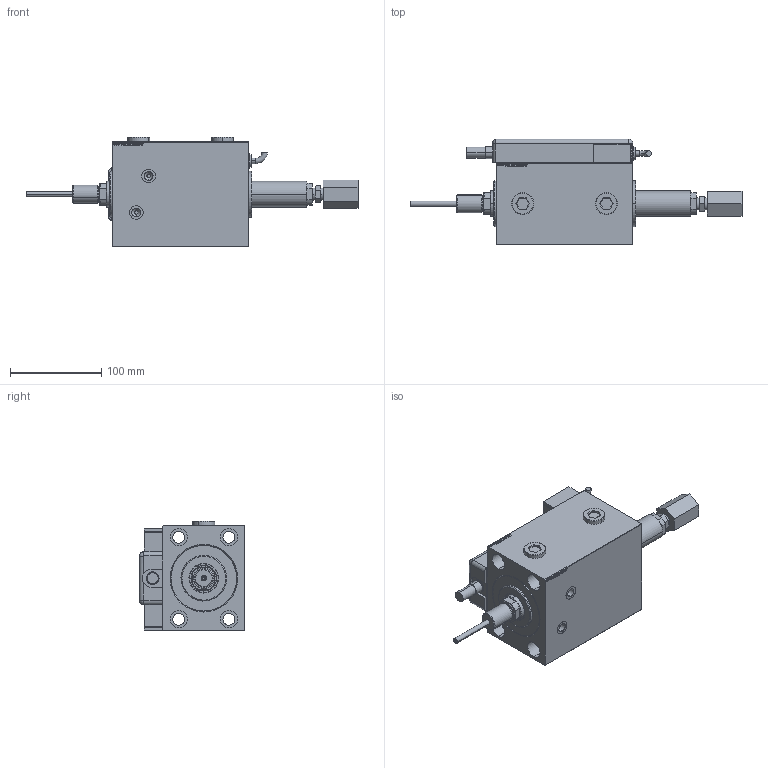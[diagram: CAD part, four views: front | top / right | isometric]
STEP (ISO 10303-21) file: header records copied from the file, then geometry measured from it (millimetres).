
FILE_DESCRIPTION (( 'STEP AP203' ), '1' );
FILE_NAME ('ae21.STEP', '2022-09-02T09:24:00', ( '' ), ( '' ), 'SwSTEP 2.0', 'SolidWorks 2019', '' );
FILE_SCHEMA (( 'CONFIG_CONTROL_DESIGN' ));
Length unit declared in the file: millimetre
Products named in the file (12): ae21; KRYT bd44d2c23a093abf73df43857725ecf9; V450DCP_B_VCP bd44d2c23a093abf73df43857725ecf9; V450DCP_VC_B bd44d2c23a093abf73df43857725ecf9; TYC bd44d2c23a093abf73df43857725ecf9; V450CP_MALE_METRIC bd44d2c23a093abf73df43857725ecf9; SWITCH_Q_FRONT_BACK bd44d2c23a093abf73df43857725ecf9; MAGNETIC SWITCH Q bd44d2c23a093abf73df43857725ecf9; V450DCP_B_RodCooling_ACCESSORIES bd44d2c23a093abf73df43857725ecf9; SWITCH Q bd44d2c23a093abf73df43857725ecf9; V450DCP_C_Body bd44d2c23a093abf73df43857725ecf9; PLUG bd44d2c23a093abf73df43857725ecf9
Assembly tree (13 placements, depth 3):
  ae21
    V450DCP_C_Body bd44d2c23a093abf73df43857725ecf9
    V450DCP_B_RodCooling_ACCESSORIES bd44d2c23a093abf73df43857725ecf9
    MAGNETIC SWITCH Q bd44d2c23a093abf73df43857725ecf9
      SWITCH_Q_FRONT_BACK bd44d2c23a093abf73df43857725ecf9
      TYC bd44d2c23a093abf73df43857725ecf9
      KRYT bd44d2c23a093abf73df43857725ecf9
      SWITCH Q bd44d2c23a093abf73df43857725ecf9  x2
    V450CP_MALE_METRIC bd44d2c23a093abf73df43857725ecf9
    V450DCP_B_VCP bd44d2c23a093abf73df43857725ecf9
    V450DCP_VC_B bd44d2c23a093abf73df43857725ecf9
    PLUG bd44d2c23a093abf73df43857725ecf9  x2
Bounding box: 363.7 x 115.8 x 119.9 mm (x, y, z)
Volume: 1528389.4 mm3; surface area: 269718.7 mm2
Topology: 13 solids, 13 shells, 1360 faces, 3400 edges, 2234 vertices
Faces by surface type: plane 660, bspline 471, cylinder 165, cone 36, torus 26, sphere 2
Entity records: 62364 total; most frequent: CARTESIAN_POINT 32735, ORIENTED_EDGE 6528, DIRECTION 4364, EDGE_CURVE 3264, VERTEX_POINT 2150, VECTOR 1914, LINE 1914, EDGE_LOOP 1494
